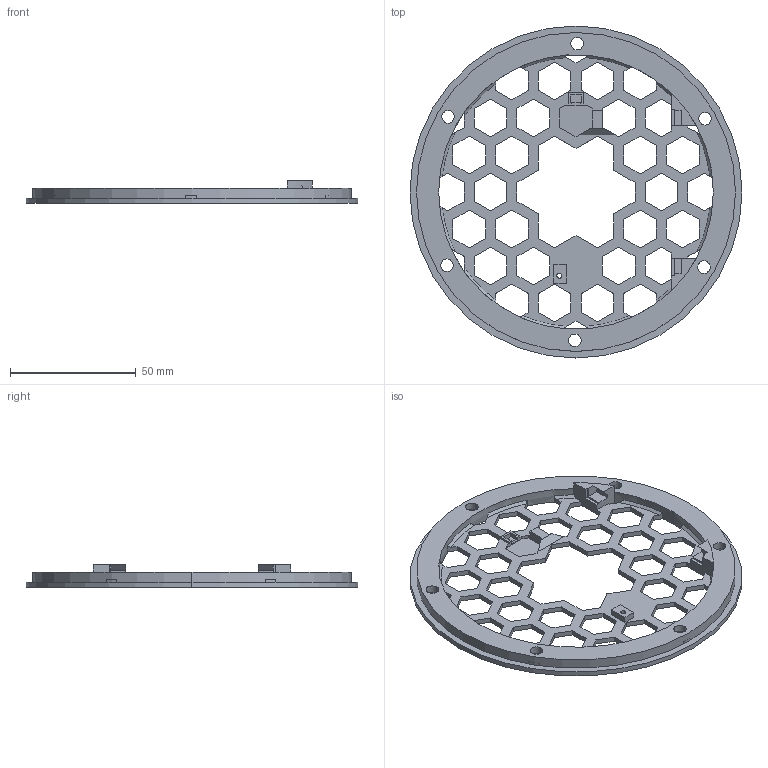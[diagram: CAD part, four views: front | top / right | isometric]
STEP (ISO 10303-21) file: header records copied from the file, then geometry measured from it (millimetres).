
FILE_DESCRIPTION (( 'STEP AP214' ), '1' );
FILE_NAME ('Pan Mount Bearing Clamp.STEP', '2021-03-12T15:22:32', ( '' ), ( '' ), 'SwSTEP 2.0', 'SolidWorks 2019', '' );
FILE_SCHEMA (( 'AUTOMOTIVE_DESIGN' ));
Length unit declared in the file: millimetre
Products named in the file (1): Pan Mount Bearing Clamp
Bounding box: 132 x 132 x 8.92 mm (x, y, z)
Volume: 29107.3 mm3; surface area: 24438 mm2
Topology: 1 solids, 1 shells, 320 faces, 969 edges, 644 vertices
Faces by surface type: plane 284, cylinder 24, cone 12
Entity records: 10905 total; most frequent: CARTESIAN_POINT 1984, ORIENTED_EDGE 1942, DIRECTION 1673, EDGE_CURVE 971, VECTOR 863, LINE 863, VERTEX_POINT 644, AXIS2_PLACEMENT_3D 405
